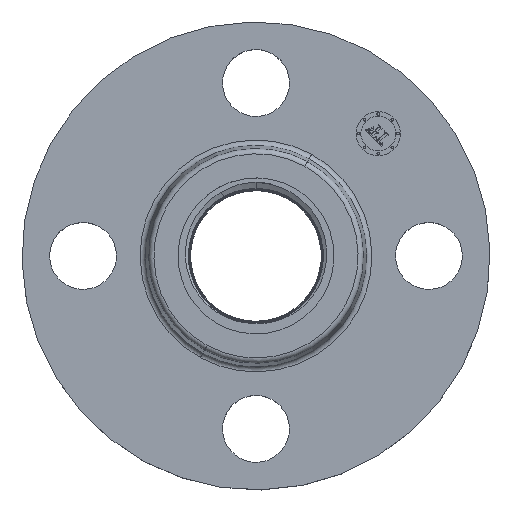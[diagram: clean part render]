
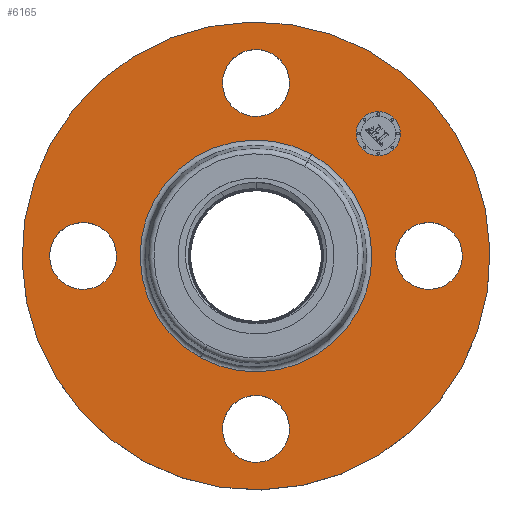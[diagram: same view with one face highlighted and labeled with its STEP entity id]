
A CAD part, top view. The second image highlights one B-rep face of the part: STEP entity #6165.
In plain terms, the highlighted planar face has unit normal (0, 0, 1).
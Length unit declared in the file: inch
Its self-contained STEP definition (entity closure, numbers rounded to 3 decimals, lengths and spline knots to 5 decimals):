
#377=AXIS2_PLACEMENT_3D('Circle Axis2P3D',#375,#376,$) ;
#394=AXIS2_PLACEMENT_3D('Circle Axis2P3D',#392,#393,$) ;
#427=AXIS2_PLACEMENT_3D('Circle Axis2P3D',#425,#426,$) ;
#451=AXIS2_PLACEMENT_3D('Circle Axis2P3D',#449,#450,$) ;
#468=AXIS2_PLACEMENT_3D('Circle Axis2P3D',#466,#467,$) ;
#503=AXIS2_PLACEMENT_3D('Circle Axis2P3D',#501,#502,$) ;
#740=AXIS2_PLACEMENT_3D('Circle Axis2P3D',#738,#739,$) ;
#752=AXIS2_PLACEMENT_3D('Circle Axis2P3D',#750,#751,$) ;
#783=AXIS2_PLACEMENT_3D('Circle Axis2P3D',#781,#782,$) ;
#795=AXIS2_PLACEMENT_3D('Circle Axis2P3D',#793,#794,$) ;
#826=AXIS2_PLACEMENT_3D('Circle Axis2P3D',#824,#825,$) ;
#838=AXIS2_PLACEMENT_3D('Circle Axis2P3D',#836,#837,$) ;
#6121=AXIS2_PLACEMENT_3D('Plane Axis2P3D',#6118,#6119,#6120) ;
#6149=AXIS2_PLACEMENT_3D('Circle Axis2P3D',#6147,#6148,$) ;
#6158=AXIS2_PLACEMENT_3D('Circle Axis2P3D',#6156,#6157,$) ;
#358=CARTESIAN_POINT('Vertex',(1.61091,0.17978,0.69)) ;
#372=CARTESIAN_POINT('Vertex',(2.26909,-0.17978,0.69)) ;
#375=CARTESIAN_POINT('Axis2P3D Location',(1.94,0.,0.69)) ;
#392=CARTESIAN_POINT('Axis2P3D Location',(1.94,0.,0.69)) ;
#422=CARTESIAN_POINT('Vertex',(-1.25849,-2.30365,0.69)) ;
#425=CARTESIAN_POINT('Axis2P3D Location',(0.,0.,0.69)) ;
#429=CARTESIAN_POINT('Vertex',(1.25849,2.30365,0.69)) ;
#449=CARTESIAN_POINT('Axis2P3D Location',(0.,0.,0.69)) ;
#466=CARTESIAN_POINT('Axis2P3D Location',(0.,0.,0.69)) ;
#470=CARTESIAN_POINT('Vertex',(0.62342,1.14116,0.69)) ;
#472=CARTESIAN_POINT('Vertex',(-0.62342,-1.14116,0.69)) ;
#501=CARTESIAN_POINT('Axis2P3D Location',(0.,0.,0.69)) ;
#728=CARTESIAN_POINT('Vertex',(-0.17978,1.61091,0.69)) ;
#735=CARTESIAN_POINT('Vertex',(0.17978,2.26909,0.69)) ;
#738=CARTESIAN_POINT('Axis2P3D Location',(0.,1.94,0.69)) ;
#750=CARTESIAN_POINT('Axis2P3D Location',(0.,1.94,0.69)) ;
#771=CARTESIAN_POINT('Vertex',(-1.61091,-0.17978,0.69)) ;
#778=CARTESIAN_POINT('Vertex',(-2.26909,0.17978,0.69)) ;
#781=CARTESIAN_POINT('Axis2P3D Location',(-1.94,0.,0.69)) ;
#793=CARTESIAN_POINT('Axis2P3D Location',(-1.94,0.,0.69)) ;
#814=CARTESIAN_POINT('Vertex',(0.17978,-1.61091,0.69)) ;
#821=CARTESIAN_POINT('Vertex',(-0.17978,-2.26909,0.69)) ;
#824=CARTESIAN_POINT('Axis2P3D Location',(0.,-1.94,0.69)) ;
#836=CARTESIAN_POINT('Axis2P3D Location',(0.,-1.94,0.69)) ;
#6118=CARTESIAN_POINT('Axis2P3D Location',(0.,2.625,0.69)) ;
#6147=CARTESIAN_POINT('Axis2P3D Location',(1.37179,1.37179,0.69)) ;
#6151=CARTESIAN_POINT('Vertex',(1.19678,1.5468,0.69)) ;
#6153=CARTESIAN_POINT('Vertex',(1.5468,1.19678,0.69)) ;
#6156=CARTESIAN_POINT('Axis2P3D Location',(1.37179,1.37179,0.69)) ;
#376=DIRECTION('Axis2P3D Direction',(0.,-0.,-0.039)) ;
#393=DIRECTION('Axis2P3D Direction',(0.,-0.,-0.039)) ;
#426=DIRECTION('Axis2P3D Direction',(0.,0.,-0.039)) ;
#450=DIRECTION('Axis2P3D Direction',(0.,0.,-0.039)) ;
#467=DIRECTION('Axis2P3D Direction',(0.,0.,-0.039)) ;
#502=DIRECTION('Axis2P3D Direction',(0.,0.,-0.039)) ;
#739=DIRECTION('Axis2P3D Direction',(0.,0.,-0.039)) ;
#751=DIRECTION('Axis2P3D Direction',(0.,0.,-0.039)) ;
#782=DIRECTION('Axis2P3D Direction',(-0.,0.,-0.039)) ;
#794=DIRECTION('Axis2P3D Direction',(-0.,0.,-0.039)) ;
#825=DIRECTION('Axis2P3D Direction',(0.,-0.,-0.039)) ;
#837=DIRECTION('Axis2P3D Direction',(0.,-0.,-0.039)) ;
#6119=DIRECTION('Axis2P3D Direction',(0.,0.,-0.039)) ;
#6120=DIRECTION('Axis2P3D XDirection',(0.039,0.,0.)) ;
#6148=DIRECTION('Axis2P3D Direction',(0.,0.,-0.039)) ;
#6157=DIRECTION('Axis2P3D Direction',(0.,0.,-0.039)) ;
#6124=ORIENTED_EDGE('',*,*,#453,.F.) ;
#6125=ORIENTED_EDGE('',*,*,#431,.F.) ;
#6128=ORIENTED_EDGE('',*,*,#379,.T.) ;
#6129=ORIENTED_EDGE('',*,*,#396,.T.) ;
#6132=ORIENTED_EDGE('',*,*,#505,.T.) ;
#6133=ORIENTED_EDGE('',*,*,#474,.T.) ;
#6136=ORIENTED_EDGE('',*,*,#840,.T.) ;
#6137=ORIENTED_EDGE('',*,*,#828,.T.) ;
#6140=ORIENTED_EDGE('',*,*,#797,.T.) ;
#6141=ORIENTED_EDGE('',*,*,#785,.T.) ;
#6144=ORIENTED_EDGE('',*,*,#754,.T.) ;
#6145=ORIENTED_EDGE('',*,*,#742,.T.) ;
#6162=ORIENTED_EDGE('',*,*,#6155,.T.) ;
#6163=ORIENTED_EDGE('',*,*,#6160,.T.) ;
#6130=FACE_BOUND('',#6127,.T.) ;
#6134=FACE_BOUND('',#6131,.T.) ;
#6138=FACE_BOUND('',#6135,.T.) ;
#6142=FACE_BOUND('',#6139,.T.) ;
#6146=FACE_BOUND('',#6143,.T.) ;
#6164=FACE_BOUND('',#6161,.T.) ;
#6165=ADVANCED_FACE('PartBody',(#6126,#6130,#6134,#6138,#6142,#6146,#6164),#6122,.F.) ;
#378=CIRCLE('generated circle',#377,0.375) ;
#395=CIRCLE('generated circle',#394,0.375) ;
#428=CIRCLE('generated circle',#427,2.625) ;
#452=CIRCLE('generated circle',#451,2.625) ;
#469=CIRCLE('generated circle',#468,1.30035) ;
#504=CIRCLE('generated circle',#503,1.30035) ;
#741=CIRCLE('generated circle',#740,0.375) ;
#753=CIRCLE('generated circle',#752,0.375) ;
#784=CIRCLE('generated circle',#783,0.375) ;
#796=CIRCLE('generated circle',#795,0.375) ;
#827=CIRCLE('generated circle',#826,0.375) ;
#839=CIRCLE('generated circle',#838,0.375) ;
#6150=CIRCLE('generated circle',#6149,0.2475) ;
#6159=CIRCLE('generated circle',#6158,0.2475) ;
#379=EDGE_CURVE('',#359,#373,#378,.T.) ;
#396=EDGE_CURVE('',#373,#359,#395,.T.) ;
#431=EDGE_CURVE('',#423,#430,#428,.T.) ;
#453=EDGE_CURVE('',#430,#423,#452,.T.) ;
#474=EDGE_CURVE('',#471,#473,#469,.T.) ;
#505=EDGE_CURVE('',#473,#471,#504,.T.) ;
#742=EDGE_CURVE('',#729,#736,#741,.T.) ;
#754=EDGE_CURVE('',#736,#729,#753,.T.) ;
#785=EDGE_CURVE('',#772,#779,#784,.T.) ;
#797=EDGE_CURVE('',#779,#772,#796,.T.) ;
#828=EDGE_CURVE('',#815,#822,#827,.T.) ;
#840=EDGE_CURVE('',#822,#815,#839,.T.) ;
#6155=EDGE_CURVE('',#6152,#6154,#6150,.T.) ;
#6160=EDGE_CURVE('',#6154,#6152,#6159,.T.) ;
#6123=EDGE_LOOP('',(#6124,#6125)) ;
#6127=EDGE_LOOP('',(#6128,#6129)) ;
#6131=EDGE_LOOP('',(#6132,#6133)) ;
#6135=EDGE_LOOP('',(#6136,#6137)) ;
#6139=EDGE_LOOP('',(#6140,#6141)) ;
#6143=EDGE_LOOP('',(#6144,#6145)) ;
#6161=EDGE_LOOP('',(#6162,#6163)) ;
#6126=FACE_OUTER_BOUND('',#6123,.T.) ;
#6122=PLANE('',#6121) ;
#359=VERTEX_POINT('',#358) ;
#373=VERTEX_POINT('',#372) ;
#423=VERTEX_POINT('',#422) ;
#430=VERTEX_POINT('',#429) ;
#471=VERTEX_POINT('',#470) ;
#473=VERTEX_POINT('',#472) ;
#729=VERTEX_POINT('',#728) ;
#736=VERTEX_POINT('',#735) ;
#772=VERTEX_POINT('',#771) ;
#779=VERTEX_POINT('',#778) ;
#815=VERTEX_POINT('',#814) ;
#822=VERTEX_POINT('',#821) ;
#6152=VERTEX_POINT('',#6151) ;
#6154=VERTEX_POINT('',#6153) ;
